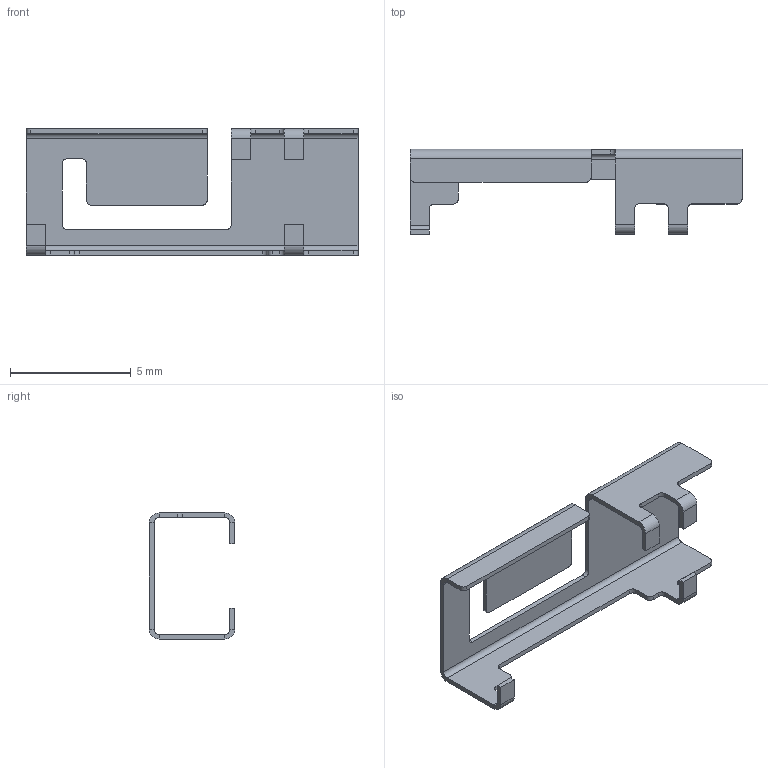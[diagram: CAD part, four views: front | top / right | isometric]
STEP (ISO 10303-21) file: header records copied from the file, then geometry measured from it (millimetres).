
FILE_DESCRIPTION (( 'STEP AP214' ), '1' );
FILE_NAME ('PRO-OB-440.STEP', '2019-09-15T19:12:23', ( '' ), ( '' ), 'SwSTEP 2.0', 'SolidWorks 2017', '' );
FILE_SCHEMA (( 'AUTOMOTIVE_DESIGN' ));
Length unit declared in the file: millimetre
Products named in the file (1): PRO-OB-440
Bounding box: 13.75 x 3.53 x 5.23 mm (x, y, z)
Volume: 20.7 mm3; surface area: 224.8 mm2
Topology: 1 solids, 1 shells, 106 faces, 256 edges, 152 vertices
Faces by surface type: plane 72, cylinder 34
Entity records: 3054 total; most frequent: DIRECTION 538, CARTESIAN_POINT 515, ORIENTED_EDGE 512, EDGE_CURVE 256, VECTOR 188, LINE 188, AXIS2_PLACEMENT_3D 175, VERTEX_POINT 152
